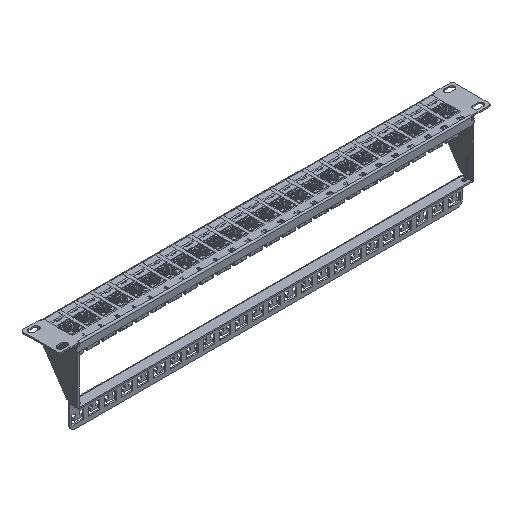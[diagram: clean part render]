
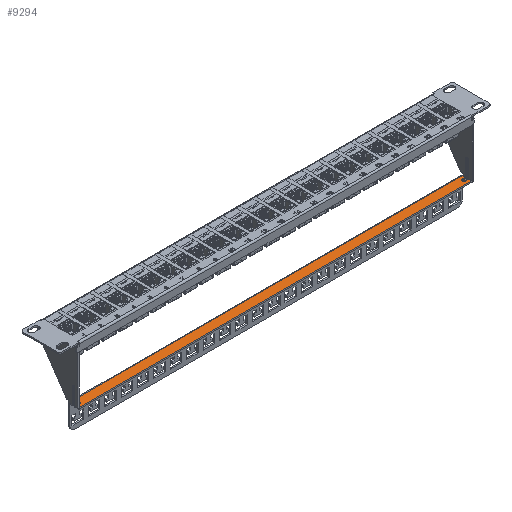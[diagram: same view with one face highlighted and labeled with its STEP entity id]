
A CAD part, isometric view. The second image highlights one B-rep face of the part: STEP entity #9294.
In plain terms, the highlighted face is planar.
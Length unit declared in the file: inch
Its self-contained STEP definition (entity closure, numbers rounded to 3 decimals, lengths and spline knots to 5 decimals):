
#1712 = DIRECTION ( 'NONE',  ( 0., 1., 0. ) ) ;
#1758 = EDGE_CURVE ( 'NONE', #102510, #126244, #66199, .T. ) ;
#2476 = VECTOR ( 'NONE', #111675, 39.37008 ) ;
#3782 = ORIENTED_EDGE ( 'NONE', *, *, #54570, .T. ) ;
#4007 = CARTESIAN_POINT ( 'NONE',  ( 8.65, -0.3404, 0. ) ) ;
#5987 = DIRECTION ( 'NONE',  ( 0., 0., -1. ) ) ;
#8020 = LINE ( 'NONE', #20527, #66249 ) ;
#8243 = LINE ( 'NONE', #75441, #43522 ) ;
#8469 = VERTEX_POINT ( 'NONE', #118550 ) ;
#9294 = ADVANCED_FACE ( 'NONE', ( #67711 ), #50776, .F. ) ;
#10310 = ORIENTED_EDGE ( 'NONE', *, *, #63820, .T. ) ;
#15070 = VERTEX_POINT ( 'NONE', #23015 ) ;
#15627 = CARTESIAN_POINT ( 'NONE',  ( -8.4905, -0.3404, 0. ) ) ;
#15733 = DIRECTION ( 'NONE',  ( 0., 0., -1. ) ) ;
#15971 = ORIENTED_EDGE ( 'NONE', *, *, #99486, .F. ) ;
#17423 = DIRECTION ( 'NONE',  ( -1., 0., 0. ) ) ;
#17497 = CARTESIAN_POINT ( 'NONE',  ( 8.4345, -0.2844, 0. ) ) ;
#20050 = EDGE_CURVE ( 'NONE', #60403, #96133, #77321, .T. ) ;
#20527 = CARTESIAN_POINT ( 'NONE',  ( -8.64, -0.0698, 0. ) ) ;
#23015 = CARTESIAN_POINT ( 'NONE',  ( 8.64, -0.3404, 0. ) ) ;
#24654 = DIRECTION ( 'NONE',  ( 1., 0., 0. ) ) ;
#25680 = DIRECTION ( 'NONE',  ( 1., 0., 0. ) ) ;
#26727 = CARTESIAN_POINT ( 'NONE',  ( -8.4625, -0.3404, 0. ) ) ;
#28982 = CARTESIAN_POINT ( 'NONE',  ( -8.4345, -0.2844, 0. ) ) ;
#29989 = EDGE_CURVE ( 'NONE', #56695, #8469, #8243, .T. ) ;
#30573 = CARTESIAN_POINT ( 'NONE',  ( 8.4905, -0.2654, 0. ) ) ;
#30794 = CIRCLE ( 'NONE', #34799, 0.056 ) ;
#31093 = LINE ( 'NONE', #69938, #2476 ) ;
#34762 = EDGE_CURVE ( 'NONE', #60403, #15070, #123474, .T. ) ;
#34799 = AXIS2_PLACEMENT_3D ( 'NONE', #30573, #105519, #52594 ) ;
#35018 = VERTEX_POINT ( 'NONE', #44716 ) ;
#39259 = EDGE_CURVE ( 'NONE', #121707, #130890, #8020, .T. ) ;
#39911 = VECTOR ( 'NONE', #120604, 39.37008 ) ;
#43522 = VECTOR ( 'NONE', #105954, 39.37008 ) ;
#44716 = CARTESIAN_POINT ( 'NONE',  ( 8.4345, -0.2654, 0. ) ) ;
#45195 = LINE ( 'NONE', #113070, #139162 ) ;
#45612 = LINE ( 'NONE', #65027, #109326 ) ;
#49063 = EDGE_CURVE ( 'NONE', #61066, #67552, #104497, .T. ) ;
#50776 = PLANE ( 'NONE',  #96819 ) ;
#51602 = LINE ( 'NONE', #112077, #56603 ) ;
#52036 = CARTESIAN_POINT ( 'NONE',  ( -8.64, -0.0698, 0. ) ) ;
#52594 = DIRECTION ( 'NONE',  ( 1., 0., 0. ) ) ;
#52667 = EDGE_LOOP ( 'NONE', ( #15971, #110700, #103701, #84490, #128078, #10310, #118103, #3782, #72246, #134603, #135561, #126743, #64616, #91260, #139054, #61165 ) ) ;
#52800 = VERTEX_POINT ( 'NONE', #94636 ) ;
#53333 = DIRECTION ( 'NONE',  ( 0., 1., 0. ) ) ;
#54570 = EDGE_CURVE ( 'NONE', #35018, #96133, #51602, .T. ) ;
#55240 = CARTESIAN_POINT ( 'NONE',  ( 8.64, -0.48, 0. ) ) ;
#56325 = CARTESIAN_POINT ( 'NONE',  ( 8.64, -0.2094, 0. ) ) ;
#56603 = VECTOR ( 'NONE', #112538, 39.37008 ) ;
#56695 = VERTEX_POINT ( 'NONE', #28982 ) ;
#57326 = VECTOR ( 'NONE', #126964, 39.37008 ) ;
#58070 = CIRCLE ( 'NONE', #110849, 0.056 ) ;
#58920 = DIRECTION ( 'NONE',  ( -1., 0., 0. ) ) ;
#60403 = VERTEX_POINT ( 'NONE', #103287 ) ;
#61066 = VERTEX_POINT ( 'NONE', #56325 ) ;
#61165 = ORIENTED_EDGE ( 'NONE', *, *, #29989, .T. ) ;
#63715 = CARTESIAN_POINT ( 'NONE',  ( -8.64, -0.0698, 0. ) ) ;
#63820 = EDGE_CURVE ( 'NONE', #61066, #138578, #31093, .T. ) ;
#64616 = ORIENTED_EDGE ( 'NONE', *, *, #132196, .F. ) ;
#65027 = CARTESIAN_POINT ( 'NONE',  ( 8.64, -0.48, 0. ) ) ;
#66199 = LINE ( 'NONE', #26727, #76194 ) ;
#66249 = VECTOR ( 'NONE', #116673, 39.37008 ) ;
#67552 = VERTEX_POINT ( 'NONE', #99483 ) ;
#67711 = FACE_OUTER_BOUND ( 'NONE', #52667, .T. ) ;
#69146 = AXIS2_PLACEMENT_3D ( 'NONE', #136267, #5987, #113362 ) ;
#69938 = CARTESIAN_POINT ( 'NONE',  ( 8.65, -0.2094, 0. ) ) ;
#72246 = ORIENTED_EDGE ( 'NONE', *, *, #20050, .F. ) ;
#73665 = EDGE_CURVE ( 'NONE', #108464, #52800, #95197, .T. ) ;
#75441 = CARTESIAN_POINT ( 'NONE',  ( -8.4345, -0.48, 0. ) ) ;
#76194 = VECTOR ( 'NONE', #112516, 39.37008 ) ;
#77321 = CIRCLE ( 'NONE', #69146, 0.056 ) ;
#79906 = CARTESIAN_POINT ( 'NONE',  ( -8.4905, -0.2654, 0. ) ) ;
#80250 = VECTOR ( 'NONE', #58920, 39.37008 ) ;
#83213 = CARTESIAN_POINT ( 'NONE',  ( -8.64, -0.3404, 0. ) ) ;
#84490 = ORIENTED_EDGE ( 'NONE', *, *, #85543, .F. ) ;
#85037 = CIRCLE ( 'NONE', #133535, 0.056 ) ;
#85543 = EDGE_CURVE ( 'NONE', #67552, #121707, #45195, .T. ) ;
#85788 = LINE ( 'NONE', #63715, #57326 ) ;
#85849 = CARTESIAN_POINT ( 'NONE',  ( -8.64, -0.2094, 0. ) ) ;
#86261 = CARTESIAN_POINT ( 'NONE',  ( -8.4905, -0.2094, 0. ) ) ;
#91260 = ORIENTED_EDGE ( 'NONE', *, *, #1758, .T. ) ;
#91343 = CARTESIAN_POINT ( 'NONE',  ( 8.64, -0.48, 0. ) ) ;
#92538 = EDGE_CURVE ( 'NONE', #114992, #130890, #120533, .T. ) ;
#94385 = VECTOR ( 'NONE', #1712, 39.37008 ) ;
#94636 = CARTESIAN_POINT ( 'NONE',  ( -8.64, -0.48, 0. ) ) ;
#95197 = LINE ( 'NONE', #109384, #39911 ) ;
#96133 = VERTEX_POINT ( 'NONE', #17497 ) ;
#96819 = AXIS2_PLACEMENT_3D ( 'NONE', #104136, #136496, #123867 ) ;
#99483 = CARTESIAN_POINT ( 'NONE',  ( 8.64, -0.0698, 0. ) ) ;
#99486 = EDGE_CURVE ( 'NONE', #114992, #8469, #58070, .T. ) ;
#100643 = DIRECTION ( 'NONE',  ( 0., 0., -1. ) ) ;
#101487 = DIRECTION ( 'NONE',  ( 1., 0., 0. ) ) ;
#102510 = VERTEX_POINT ( 'NONE', #83213 ) ;
#103042 = CARTESIAN_POINT ( 'NONE',  ( -8.4905, -0.2844, 0. ) ) ;
#103287 = CARTESIAN_POINT ( 'NONE',  ( 8.4905, -0.3404, 0. ) ) ;
#103701 = ORIENTED_EDGE ( 'NONE', *, *, #39259, .F. ) ;
#104136 = CARTESIAN_POINT ( 'NONE',  ( 8.65, -0.48, 0. ) ) ;
#104497 = LINE ( 'NONE', #55240, #94385 ) ;
#105013 = VECTOR ( 'NONE', #24654, 39.37008 ) ;
#105519 = DIRECTION ( 'NONE',  ( 0., 0., -1. ) ) ;
#105954 = DIRECTION ( 'NONE',  ( 0., 1., 0. ) ) ;
#108464 = VERTEX_POINT ( 'NONE', #91343 ) ;
#109326 = VECTOR ( 'NONE', #53333, 39.37008 ) ;
#109384 = CARTESIAN_POINT ( 'NONE',  ( 8.65, -0.48, 0. ) ) ;
#110700 = ORIENTED_EDGE ( 'NONE', *, *, #92538, .T. ) ;
#110849 = AXIS2_PLACEMENT_3D ( 'NONE', #79906, #15733, #101487 ) ;
#111675 = DIRECTION ( 'NONE',  ( -1., 0., 0. ) ) ;
#112077 = CARTESIAN_POINT ( 'NONE',  ( 8.4345, -0.3124, 0. ) ) ;
#112516 = DIRECTION ( 'NONE',  ( 1., 0., 0. ) ) ;
#112538 = DIRECTION ( 'NONE',  ( 0., -1., 0. ) ) ;
#113070 = CARTESIAN_POINT ( 'NONE',  ( 8.65, -0.0698, 0. ) ) ;
#113207 = CARTESIAN_POINT ( 'NONE',  ( 8.4905, -0.2094, 0. ) ) ;
#113362 = DIRECTION ( 'NONE',  ( 1., 0., 0. ) ) ;
#114992 = VERTEX_POINT ( 'NONE', #86261 ) ;
#116673 = DIRECTION ( 'NONE',  ( 0., -1., 0. ) ) ;
#118103 = ORIENTED_EDGE ( 'NONE', *, *, #121285, .F. ) ;
#118550 = CARTESIAN_POINT ( 'NONE',  ( -8.4345, -0.2654, 0. ) ) ;
#120533 = LINE ( 'NONE', #121720, #80250 ) ;
#120604 = DIRECTION ( 'NONE',  ( -1., 0., 0. ) ) ;
#121285 = EDGE_CURVE ( 'NONE', #35018, #138578, #30794, .T. ) ;
#121707 = VERTEX_POINT ( 'NONE', #52036 ) ;
#121720 = CARTESIAN_POINT ( 'NONE',  ( -8.64, -0.2094, 0. ) ) ;
#122318 = EDGE_CURVE ( 'NONE', #108464, #15070, #45612, .T. ) ;
#123474 = LINE ( 'NONE', #4007, #105013 ) ;
#123867 = DIRECTION ( 'NONE',  ( 1., 0., 0. ) ) ;
#124542 = EDGE_CURVE ( 'NONE', #56695, #126244, #85037, .T. ) ;
#126244 = VERTEX_POINT ( 'NONE', #15627 ) ;
#126743 = ORIENTED_EDGE ( 'NONE', *, *, #73665, .T. ) ;
#126964 = DIRECTION ( 'NONE',  ( 0., -1., 0. ) ) ;
#128078 = ORIENTED_EDGE ( 'NONE', *, *, #49063, .F. ) ;
#130890 = VERTEX_POINT ( 'NONE', #85849 ) ;
#132196 = EDGE_CURVE ( 'NONE', #102510, #52800, #85788, .T. ) ;
#133535 = AXIS2_PLACEMENT_3D ( 'NONE', #103042, #100643, #25680 ) ;
#134603 = ORIENTED_EDGE ( 'NONE', *, *, #34762, .T. ) ;
#135561 = ORIENTED_EDGE ( 'NONE', *, *, #122318, .F. ) ;
#136267 = CARTESIAN_POINT ( 'NONE',  ( 8.4905, -0.2844, 0. ) ) ;
#136496 = DIRECTION ( 'NONE',  ( 0., 0., 1. ) ) ;
#138578 = VERTEX_POINT ( 'NONE', #113207 ) ;
#139054 = ORIENTED_EDGE ( 'NONE', *, *, #124542, .F. ) ;
#139162 = VECTOR ( 'NONE', #17423, 39.37008 ) ;
